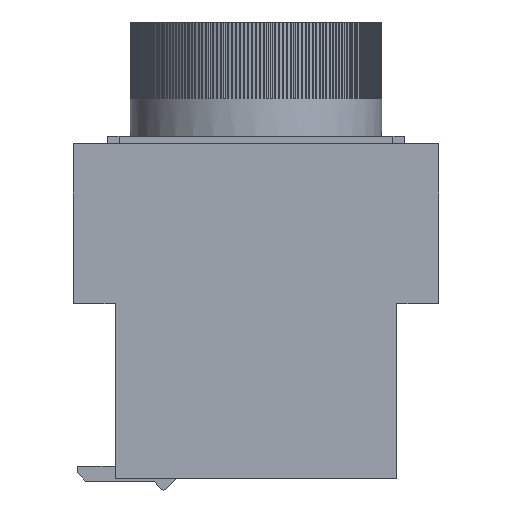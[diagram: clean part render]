
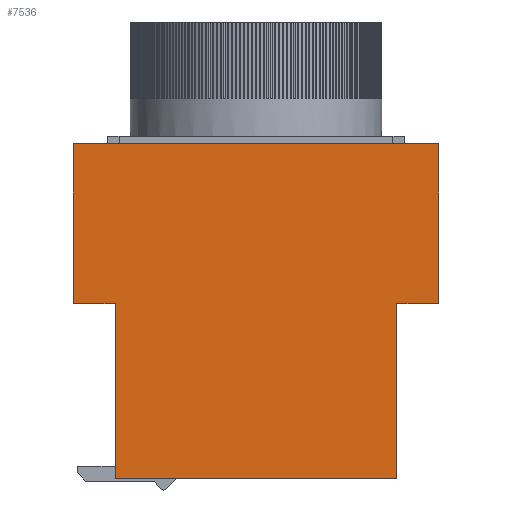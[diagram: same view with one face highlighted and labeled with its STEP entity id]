
A CAD part, left-side view. The second image highlights one B-rep face of the part: STEP entity #7536.
In plain terms, the highlighted planar face has unit normal (-1, 0, 0).
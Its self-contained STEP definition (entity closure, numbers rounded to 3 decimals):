
#409 = VERTEX_POINT ( 'NONE', #8168 ) ;
#1219 = VERTEX_POINT ( 'NONE', #5438 ) ;
#1322 = CARTESIAN_POINT ( 'NONE',  ( -22.5, 18.5, 23. ) ) ;
#2012 = VERTEX_POINT ( 'NONE', #13198 ) ;
#2774 = CARTESIAN_POINT ( 'NONE',  ( -22.5, -24., 23. ) ) ;
#3497 = AXIS2_PLACEMENT_3D ( 'NONE', #13052, #22856, #14148 ) ;
#3521 = VECTOR ( 'NONE', #8264, 1000. ) ;
#3621 = VECTOR ( 'NONE', #22659, 1000. ) ;
#3679 = EDGE_CURVE ( 'NONE', #20918, #8223, #23999, .T. ) ;
#3983 = LINE ( 'NONE', #21461, #18202 ) ;
#4670 = LINE ( 'NONE', #10885, #9767 ) ;
#5121 = EDGE_CURVE ( 'NONE', #5909, #16897, #24461, .T. ) ;
#5416 = DIRECTION ( 'NONE',  ( 0., 0., 1. ) ) ;
#5438 = CARTESIAN_POINT ( 'NONE',  ( -22.5, 24., 23. ) ) ;
#5499 = PLANE ( 'NONE',  #3497 ) ;
#5909 = VERTEX_POINT ( 'NONE', #2774 ) ;
#6047 = EDGE_CURVE ( 'NONE', #21973, #1219, #24106, .T. ) ;
#6151 = CARTESIAN_POINT ( 'NONE',  ( -22.5, -18.5, 23. ) ) ;
#6964 = LINE ( 'NONE', #9169, #22945 ) ;
#7444 = ORIENTED_EDGE ( 'NONE', *, *, #6047, .F. ) ;
#7536 = ADVANCED_FACE ( 'NONE', ( #11971 ), #5499, .T. ) ;
#8168 = CARTESIAN_POINT ( 'NONE',  ( -22.5, -18.5, 0. ) ) ;
#8223 = VERTEX_POINT ( 'NONE', #9585 ) ;
#8264 = DIRECTION ( 'NONE',  ( 0., -1., 0. ) ) ;
#8315 = ORIENTED_EDGE ( 'NONE', *, *, #12202, .F. ) ;
#8396 = DIRECTION ( 'NONE',  ( 0., 0., 1. ) ) ;
#8949 = ORIENTED_EDGE ( 'NONE', *, *, #3679, .F. ) ;
#9169 = CARTESIAN_POINT ( 'NONE',  ( -22.5, 18.5, 0. ) ) ;
#9396 = CARTESIAN_POINT ( 'NONE',  ( -22.5, 18.5, 23. ) ) ;
#9585 = CARTESIAN_POINT ( 'NONE',  ( -22.5, -24., 44. ) ) ;
#9767 = VECTOR ( 'NONE', #5416, 1000. ) ;
#10015 = VECTOR ( 'NONE', #15077, 1000. ) ;
#10653 = VECTOR ( 'NONE', #24574, 1000. ) ;
#10885 = CARTESIAN_POINT ( 'NONE',  ( -22.5, 18.5, 0. ) ) ;
#11052 = ORIENTED_EDGE ( 'NONE', *, *, #5121, .F. ) ;
#11291 = CARTESIAN_POINT ( 'NONE',  ( -22.5, -24., 23. ) ) ;
#11604 = EDGE_CURVE ( 'NONE', #16897, #409, #17028, .T. ) ;
#11908 = ORIENTED_EDGE ( 'NONE', *, *, #11604, .F. ) ;
#11971 = FACE_OUTER_BOUND ( 'NONE', #24796, .T. ) ;
#12202 = EDGE_CURVE ( 'NONE', #8223, #5909, #24810, .T. ) ;
#13017 = EDGE_CURVE ( 'NONE', #1219, #20918, #3983, .T. ) ;
#13052 = CARTESIAN_POINT ( 'NONE',  ( -22.5, 0., 0. ) ) ;
#13198 = CARTESIAN_POINT ( 'NONE',  ( -22.5, 18.5, 0. ) ) ;
#13974 = CARTESIAN_POINT ( 'NONE',  ( -22.5, -24., 44. ) ) ;
#14148 = DIRECTION ( 'NONE',  ( 0., 0., 1. ) ) ;
#14249 = CARTESIAN_POINT ( 'NONE',  ( -22.5, 24., 44. ) ) ;
#14495 = EDGE_CURVE ( 'NONE', #409, #2012, #6964, .T. ) ;
#15077 = DIRECTION ( 'NONE',  ( 0., 0., -1. ) ) ;
#15677 = DIRECTION ( 'NONE',  ( 0., 1., 0. ) ) ;
#16897 = VERTEX_POINT ( 'NONE', #24527 ) ;
#17028 = LINE ( 'NONE', #22559, #10653 ) ;
#17686 = ORIENTED_EDGE ( 'NONE', *, *, #20055, .F. ) ;
#17977 = ORIENTED_EDGE ( 'NONE', *, *, #14495, .F. ) ;
#18202 = VECTOR ( 'NONE', #8396, 1000. ) ;
#19209 = ORIENTED_EDGE ( 'NONE', *, *, #13017, .F. ) ;
#19328 = VECTOR ( 'NONE', #15677, 1000. ) ;
#20055 = EDGE_CURVE ( 'NONE', #2012, #21973, #4670, .T. ) ;
#20918 = VERTEX_POINT ( 'NONE', #14249 ) ;
#21461 = CARTESIAN_POINT ( 'NONE',  ( -22.5, 24., 23. ) ) ;
#21973 = VERTEX_POINT ( 'NONE', #9396 ) ;
#22559 = CARTESIAN_POINT ( 'NONE',  ( -22.5, -18.5, 0. ) ) ;
#22659 = DIRECTION ( 'NONE',  ( 0., 1., 0. ) ) ;
#22667 = DIRECTION ( 'NONE',  ( 0., 1., 0. ) ) ;
#22856 = DIRECTION ( 'NONE',  ( -1., 0., 0. ) ) ;
#22945 = VECTOR ( 'NONE', #22667, 1000. ) ;
#23999 = LINE ( 'NONE', #13974, #3521 ) ;
#24106 = LINE ( 'NONE', #1322, #3621 ) ;
#24461 = LINE ( 'NONE', #6151, #19328 ) ;
#24527 = CARTESIAN_POINT ( 'NONE',  ( -22.5, -18.5, 23. ) ) ;
#24574 = DIRECTION ( 'NONE',  ( 0., 0., -1. ) ) ;
#24796 = EDGE_LOOP ( 'NONE', ( #17977, #11908, #11052, #8315, #8949, #19209, #7444, #17686 ) ) ;
#24810 = LINE ( 'NONE', #11291, #10015 ) ;
